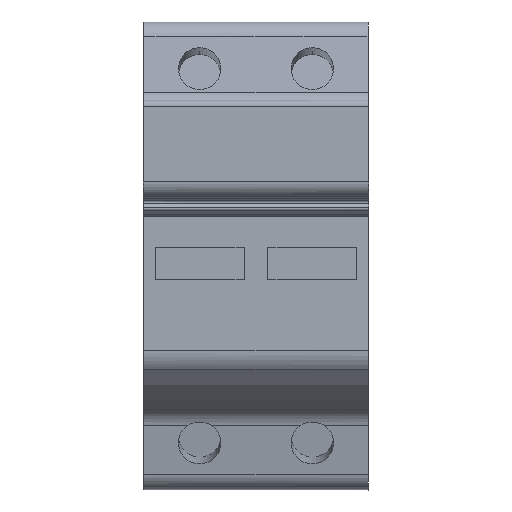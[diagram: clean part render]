
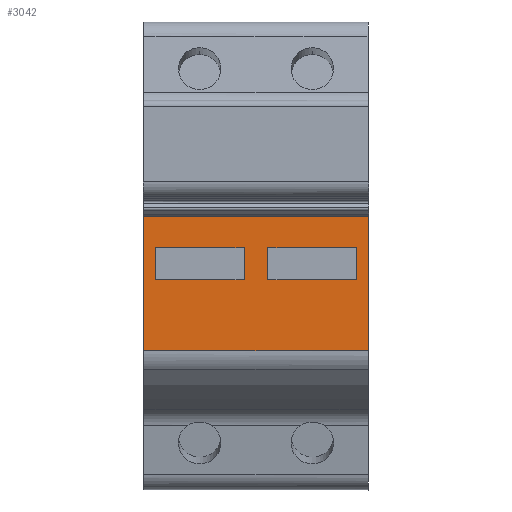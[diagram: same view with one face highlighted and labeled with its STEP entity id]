
A CAD part, top view. The second image highlights one B-rep face of the part: STEP entity #3042.
In plain terms, the highlighted planar face has unit normal (0, 0, 1).
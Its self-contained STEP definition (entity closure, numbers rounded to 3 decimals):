
#2913=AXIS2_PLACEMENT_3D('Plane Axis2P3D',#2910,#2911,#2912) ;
#520=CARTESIAN_POINT('Vertex',(0.1,21.554,52.25)) ;
#523=CARTESIAN_POINT('Line Origine',(0.1,32.,52.25)) ;
#527=CARTESIAN_POINT('Vertex',(0.1,42.445,52.25)) ;
#1029=CARTESIAN_POINT('Vertex',(34.9,42.445,52.25)) ;
#1032=CARTESIAN_POINT('Line Origine',(34.9,32.,52.25)) ;
#1036=CARTESIAN_POINT('Vertex',(34.9,21.554,52.25)) ;
#2896=CARTESIAN_POINT('Line Origine',(16.89,21.554,52.25)) ;
#2910=CARTESIAN_POINT('Axis2P3D Location',(16.,22.423,52.25)) ;
#2915=CARTESIAN_POINT('Line Origine',(34.07,42.445,52.25)) ;
#2919=CARTESIAN_POINT('Vertex',(33.241,42.445,52.25)) ;
#2922=CARTESIAN_POINT('Line Origine',(26.3,42.445,52.25)) ;
#2926=CARTESIAN_POINT('Vertex',(19.359,42.445,52.25)) ;
#2929=CARTESIAN_POINT('Line Origine',(18.48,42.445,52.25)) ;
#2933=CARTESIAN_POINT('Vertex',(17.6,42.445,52.25)) ;
#2936=CARTESIAN_POINT('Line Origine',(17.5,42.445,52.25)) ;
#2940=CARTESIAN_POINT('Vertex',(17.4,42.445,52.25)) ;
#2943=CARTESIAN_POINT('Line Origine',(16.57,42.445,52.25)) ;
#2947=CARTESIAN_POINT('Vertex',(15.741,42.445,52.25)) ;
#2950=CARTESIAN_POINT('Line Origine',(8.8,42.445,52.25)) ;
#2954=CARTESIAN_POINT('Vertex',(1.859,42.445,52.25)) ;
#2957=CARTESIAN_POINT('Line Origine',(0.98,42.445,52.25)) ;
#2974=CARTESIAN_POINT('Line Origine',(8.75,37.554,52.25)) ;
#2978=CARTESIAN_POINT('Vertex',(15.65,37.554,52.25)) ;
#2980=CARTESIAN_POINT('Vertex',(1.85,37.554,52.25)) ;
#2983=CARTESIAN_POINT('Line Origine',(15.65,35.054,52.25)) ;
#2987=CARTESIAN_POINT('Vertex',(15.65,32.554,52.25)) ;
#2990=CARTESIAN_POINT('Line Origine',(8.75,32.554,52.25)) ;
#2994=CARTESIAN_POINT('Vertex',(1.85,32.554,52.25)) ;
#2997=CARTESIAN_POINT('Line Origine',(1.85,35.054,52.25)) ;
#3008=CARTESIAN_POINT('Line Origine',(19.35,35.054,52.25)) ;
#3012=CARTESIAN_POINT('Vertex',(19.35,37.554,52.25)) ;
#3014=CARTESIAN_POINT('Vertex',(19.35,32.554,52.25)) ;
#3017=CARTESIAN_POINT('Line Origine',(26.25,37.554,52.25)) ;
#3021=CARTESIAN_POINT('Vertex',(33.15,37.554,52.25)) ;
#3024=CARTESIAN_POINT('Line Origine',(33.15,35.054,52.25)) ;
#3028=CARTESIAN_POINT('Vertex',(33.15,32.554,52.25)) ;
#3031=CARTESIAN_POINT('Line Origine',(26.25,32.554,52.25)) ;
#524=DIRECTION('Vector Direction',(0.,-1.,0.)) ;
#1033=DIRECTION('Vector Direction',(0.,-1.,0.)) ;
#2897=DIRECTION('Vector Direction',(1.,0.,0.)) ;
#2911=DIRECTION('Axis2P3D Direction',(0.,0.,1.)) ;
#2912=DIRECTION('Axis2P3D XDirection',(0.,1.,0.)) ;
#2916=DIRECTION('Vector Direction',(-1.,0.,0.)) ;
#2923=DIRECTION('Vector Direction',(1.,0.,0.)) ;
#2930=DIRECTION('Vector Direction',(-1.,0.,0.)) ;
#2937=DIRECTION('Vector Direction',(1.,0.,0.)) ;
#2944=DIRECTION('Vector Direction',(-1.,0.,0.)) ;
#2951=DIRECTION('Vector Direction',(1.,0.,0.)) ;
#2958=DIRECTION('Vector Direction',(-1.,0.,0.)) ;
#2975=DIRECTION('Vector Direction',(1.,0.,0.)) ;
#2984=DIRECTION('Vector Direction',(0.,1.,0.)) ;
#2991=DIRECTION('Vector Direction',(-1.,0.,0.)) ;
#2998=DIRECTION('Vector Direction',(0.,-1.,0.)) ;
#3009=DIRECTION('Vector Direction',(0.,-1.,0.)) ;
#3018=DIRECTION('Vector Direction',(1.,0.,0.)) ;
#3025=DIRECTION('Vector Direction',(0.,1.,0.)) ;
#3032=DIRECTION('Vector Direction',(-1.,0.,0.)) ;
#525=VECTOR('Line Direction',#524,1.) ;
#1034=VECTOR('Line Direction',#1033,1.) ;
#2898=VECTOR('Line Direction',#2897,1.) ;
#2917=VECTOR('Line Direction',#2916,1.) ;
#2924=VECTOR('Line Direction',#2923,1.) ;
#2931=VECTOR('Line Direction',#2930,1.) ;
#2938=VECTOR('Line Direction',#2937,1.) ;
#2945=VECTOR('Line Direction',#2944,1.) ;
#2952=VECTOR('Line Direction',#2951,1.) ;
#2959=VECTOR('Line Direction',#2958,1.) ;
#2976=VECTOR('Line Direction',#2975,1.) ;
#2985=VECTOR('Line Direction',#2984,1.) ;
#2992=VECTOR('Line Direction',#2991,1.) ;
#2999=VECTOR('Line Direction',#2998,1.) ;
#3010=VECTOR('Line Direction',#3009,1.) ;
#3019=VECTOR('Line Direction',#3018,1.) ;
#3026=VECTOR('Line Direction',#3025,1.) ;
#3033=VECTOR('Line Direction',#3032,1.) ;
#2963=ORIENTED_EDGE('',*,*,#2900,.F.) ;
#2964=ORIENTED_EDGE('',*,*,#1038,.T.) ;
#2965=ORIENTED_EDGE('',*,*,#2921,.F.) ;
#2966=ORIENTED_EDGE('',*,*,#2928,.F.) ;
#2967=ORIENTED_EDGE('',*,*,#2935,.F.) ;
#2968=ORIENTED_EDGE('',*,*,#2942,.F.) ;
#2969=ORIENTED_EDGE('',*,*,#2949,.F.) ;
#2970=ORIENTED_EDGE('',*,*,#2956,.F.) ;
#2971=ORIENTED_EDGE('',*,*,#2961,.F.) ;
#2972=ORIENTED_EDGE('',*,*,#529,.F.) ;
#3003=ORIENTED_EDGE('',*,*,#2982,.F.) ;
#3004=ORIENTED_EDGE('',*,*,#2989,.F.) ;
#3005=ORIENTED_EDGE('',*,*,#2996,.F.) ;
#3006=ORIENTED_EDGE('',*,*,#3001,.F.) ;
#3037=ORIENTED_EDGE('',*,*,#3016,.F.) ;
#3038=ORIENTED_EDGE('',*,*,#3023,.F.) ;
#3039=ORIENTED_EDGE('',*,*,#3030,.F.) ;
#3040=ORIENTED_EDGE('',*,*,#3035,.F.) ;
#3007=FACE_BOUND('',#3002,.T.) ;
#3041=FACE_BOUND('',#3036,.T.) ;
#3042=ADVANCED_FACE('SICHERUNG',(#2973,#3007,#3041),#2914,.T.) ;
#529=EDGE_CURVE('',#521,#528,#526,.F.) ;
#1038=EDGE_CURVE('',#1037,#1030,#1035,.F.) ;
#2900=EDGE_CURVE('',#1037,#521,#2899,.F.) ;
#2921=EDGE_CURVE('',#2920,#1030,#2918,.F.) ;
#2928=EDGE_CURVE('',#2927,#2920,#2925,.T.) ;
#2935=EDGE_CURVE('',#2934,#2927,#2932,.F.) ;
#2942=EDGE_CURVE('',#2941,#2934,#2939,.T.) ;
#2949=EDGE_CURVE('',#2948,#2941,#2946,.F.) ;
#2956=EDGE_CURVE('',#2955,#2948,#2953,.T.) ;
#2961=EDGE_CURVE('',#528,#2955,#2960,.F.) ;
#2982=EDGE_CURVE('',#2979,#2981,#2977,.F.) ;
#2989=EDGE_CURVE('',#2988,#2979,#2986,.T.) ;
#2996=EDGE_CURVE('',#2995,#2988,#2993,.F.) ;
#3001=EDGE_CURVE('',#2981,#2995,#3000,.T.) ;
#3016=EDGE_CURVE('',#3013,#3015,#3011,.T.) ;
#3023=EDGE_CURVE('',#3022,#3013,#3020,.F.) ;
#3030=EDGE_CURVE('',#3029,#3022,#3027,.T.) ;
#3035=EDGE_CURVE('',#3015,#3029,#3034,.F.) ;
#2962=EDGE_LOOP('',(#2963,#2964,#2965,#2966,#2967,#2968,#2969,#2970,#2971,#2972)) ;
#3002=EDGE_LOOP('',(#3003,#3004,#3005,#3006)) ;
#3036=EDGE_LOOP('',(#3037,#3038,#3039,#3040)) ;
#2973=FACE_OUTER_BOUND('',#2962,.T.) ;
#526=LINE('Line',#523,#525) ;
#1035=LINE('Line',#1032,#1034) ;
#2899=LINE('Line',#2896,#2898) ;
#2918=LINE('Line',#2915,#2917) ;
#2925=LINE('Line',#2922,#2924) ;
#2932=LINE('Line',#2929,#2931) ;
#2939=LINE('Line',#2936,#2938) ;
#2946=LINE('Line',#2943,#2945) ;
#2953=LINE('Line',#2950,#2952) ;
#2960=LINE('Line',#2957,#2959) ;
#2977=LINE('Line',#2974,#2976) ;
#2986=LINE('Line',#2983,#2985) ;
#2993=LINE('Line',#2990,#2992) ;
#3000=LINE('Line',#2997,#2999) ;
#3011=LINE('Line',#3008,#3010) ;
#3020=LINE('Line',#3017,#3019) ;
#3027=LINE('Line',#3024,#3026) ;
#3034=LINE('Line',#3031,#3033) ;
#2914=PLANE('',#2913) ;
#521=VERTEX_POINT('',#520) ;
#528=VERTEX_POINT('',#527) ;
#1030=VERTEX_POINT('',#1029) ;
#1037=VERTEX_POINT('',#1036) ;
#2920=VERTEX_POINT('',#2919) ;
#2927=VERTEX_POINT('',#2926) ;
#2934=VERTEX_POINT('',#2933) ;
#2941=VERTEX_POINT('',#2940) ;
#2948=VERTEX_POINT('',#2947) ;
#2955=VERTEX_POINT('',#2954) ;
#2979=VERTEX_POINT('',#2978) ;
#2981=VERTEX_POINT('',#2980) ;
#2988=VERTEX_POINT('',#2987) ;
#2995=VERTEX_POINT('',#2994) ;
#3013=VERTEX_POINT('',#3012) ;
#3015=VERTEX_POINT('',#3014) ;
#3022=VERTEX_POINT('',#3021) ;
#3029=VERTEX_POINT('',#3028) ;
